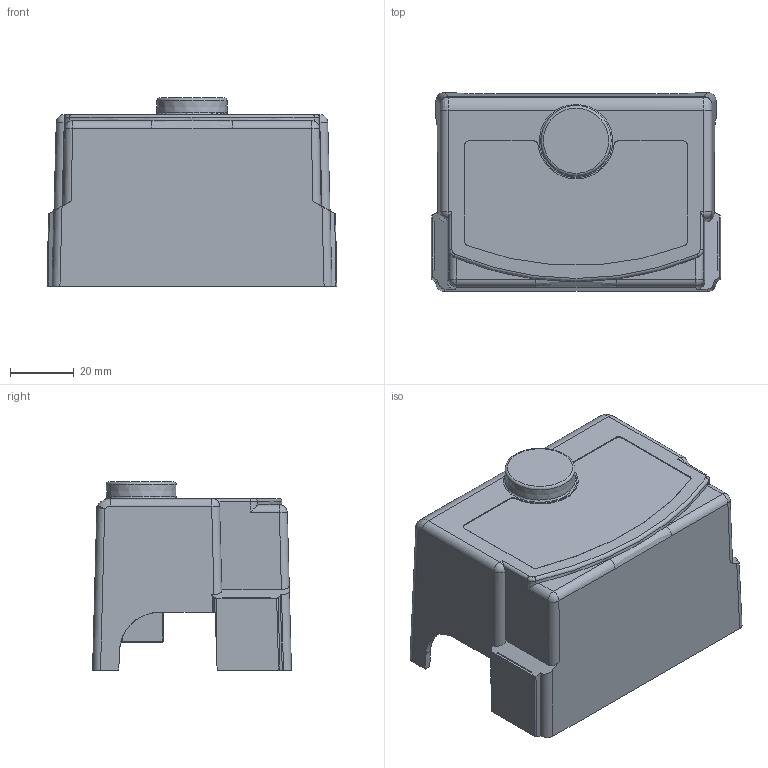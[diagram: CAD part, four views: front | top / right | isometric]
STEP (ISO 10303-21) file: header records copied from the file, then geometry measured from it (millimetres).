
FILE_DESCRIPTION(/* description */ ('Step214'),/* implementation_level */ '2;1');
FILE_NAME(/* name */ 'LFS1.stp',/* time_stamp */ '2015-11-12T11:56:20+01:00',/* author */ (''),/* organization */ ('Siemens'),/* preprocessor_version */ 'ST-DEVELOPER v15',/* originating_system */ 'SIEMENS PLM Software NX 8.5',/* authorisation */ 'for Duktil only');
FILE_SCHEMA (('AUTOMOTIVE_DESIGN { 1 0 10303 214 3 1 1 1 }'));
Length unit declared in the file: millimetre
Products named in the file (1): Volc15F07A3Ap2s4
Bounding box: 91 x 62.5 x 59.1 mm (x, y, z)
Volume: 193505.1 mm3; surface area: 29006.8 mm2
Topology: 1 solids, 1 shells, 282 faces, 704 edges, 431 vertices
Faces by surface type: plane 206, cylinder 50, bspline 16, sphere 6, torus 3, cone 1
Entity records: 9804 total; most frequent: CARTESIAN_POINT 2299, ORIENTED_EDGE 1394, DIRECTION 1169, EDGE_CURVE 697, LINE 441, VECTOR 441, VERTEX_POINT 432, AXIS2_PLACEMENT_3D 364
